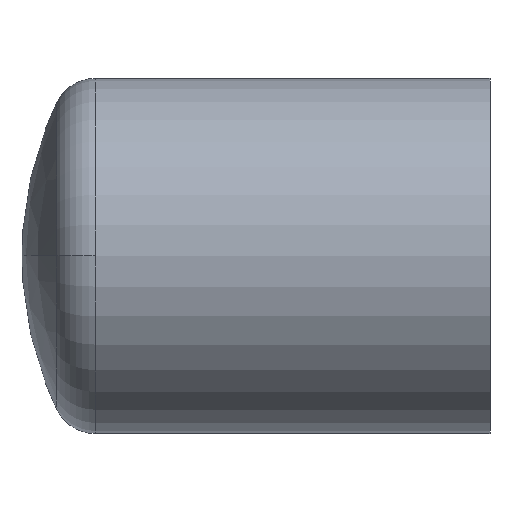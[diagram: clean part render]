
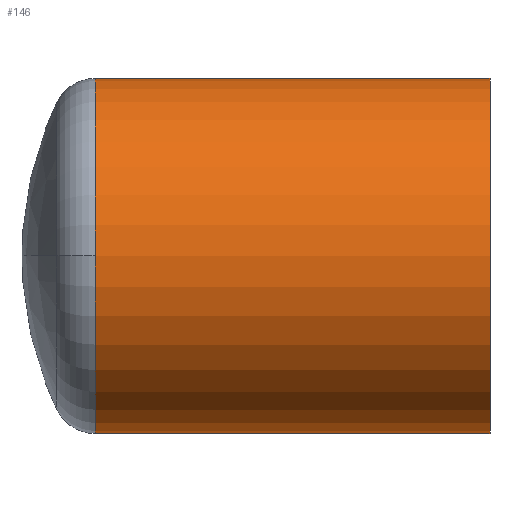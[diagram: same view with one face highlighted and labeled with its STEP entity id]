
A CAD part, top view. The second image highlights one B-rep face of the part: STEP entity #146.
In plain terms, the highlighted cylindrical face has radius 31.5 mm (diameter 63 mm), a partial arc.
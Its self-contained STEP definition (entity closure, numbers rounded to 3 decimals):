
#92 = VERTEX_POINT( '', #229 );
#98 = VERTEX_POINT( '', #236 );
#122 = VERTEX_POINT( '', #263 );
#130 = VERTEX_POINT( '', #272 );
#136 = VERTEX_POINT( '', #278 );
#146 = ADVANCED_FACE( '', ( #289 ), #290, .T. );
#176 = EDGE_CURVE( '', #136, #122, #323, .T. );
#184 = EDGE_CURVE( '', #122, #98, #332, .T. );
#188 = EDGE_CURVE( '', #92, #130, #336, .T. );
#196 = EDGE_CURVE( '', #98, #130, #345, .T. );
#200 = EDGE_CURVE( '', #136, #92, #349, .T. );
#229 = CARTESIAN_POINT( '', ( -69.979, 0., 31.5 ) );
#236 = CARTESIAN_POINT( '', ( 0., 31.5, 0. ) );
#263 = CARTESIAN_POINT( '', ( 0., -31.5, 0. ) );
#272 = CARTESIAN_POINT( '', ( -69.979, 31.5, 0. ) );
#278 = CARTESIAN_POINT( '', ( -69.979, -31.5, 0. ) );
#289 = FACE_OUTER_BOUND( '', #439, .T. );
#290 = CYLINDRICAL_SURFACE( '', #440, 31.5 );
#323 = LINE( '', #483, #484 );
#332 = CIRCLE( '', #496, 31.5 );
#336 = CIRCLE( '', #502, 31.5 );
#345 = LINE( '', #514, #515 );
#349 = CIRCLE( '', #520, 31.5 );
#439 = EDGE_LOOP( '', ( #604, #605, #606, #607, #608 ) );
#440 = AXIS2_PLACEMENT_3D( '', #609, #610, #611 );
#483 = CARTESIAN_POINT( '', ( -34.99, -31.5, 0. ) );
#484 = VECTOR( '', #656, 1. );
#496 = AXIS2_PLACEMENT_3D( '', #672, #673, #674 );
#502 = AXIS2_PLACEMENT_3D( '', #678, #679, #680 );
#514 = CARTESIAN_POINT( '', ( -34.99, 31.5, 0. ) );
#515 = VECTOR( '', #697, 1. );
#520 = AXIS2_PLACEMENT_3D( '', #698, #699, #700 );
#604 = ORIENTED_EDGE( '', *, *, #196, .T. );
#605 = ORIENTED_EDGE( '', *, *, #188, .F. );
#606 = ORIENTED_EDGE( '', *, *, #200, .F. );
#607 = ORIENTED_EDGE( '', *, *, #176, .T. );
#608 = ORIENTED_EDGE( '', *, *, #184, .T. );
#609 = CARTESIAN_POINT( '', ( -34.99, 0., 0. ) );
#610 = DIRECTION( '', ( 1., 0., 0. ) );
#611 = DIRECTION( '', ( 0., 1., 0. ) );
#656 = DIRECTION( '', ( 1., 0., 0. ) );
#672 = CARTESIAN_POINT( '', ( 0., 0., 0. ) );
#673 = DIRECTION( '', ( -1., 0., 0. ) );
#674 = DIRECTION( '', ( 0., 1., 0. ) );
#678 = CARTESIAN_POINT( '', ( -69.979, 0., 0. ) );
#679 = DIRECTION( '', ( -1., 0., 0. ) );
#680 = DIRECTION( '', ( 0., 1., 0. ) );
#697 = DIRECTION( '', ( -1., 0., 0. ) );
#698 = CARTESIAN_POINT( '', ( -69.979, 0., 0. ) );
#699 = DIRECTION( '', ( -1., 0., 0. ) );
#700 = DIRECTION( '', ( 0., 1., 0. ) );
